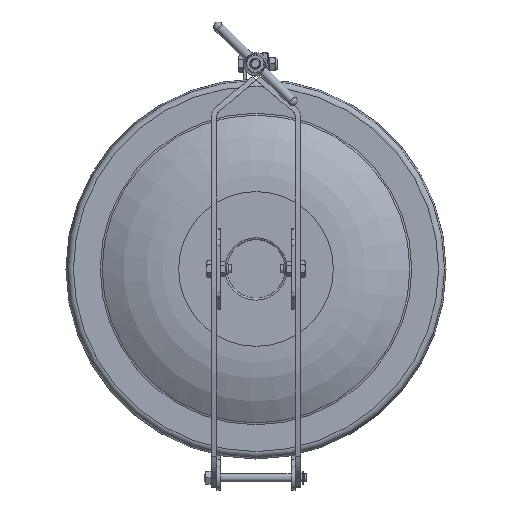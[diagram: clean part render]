
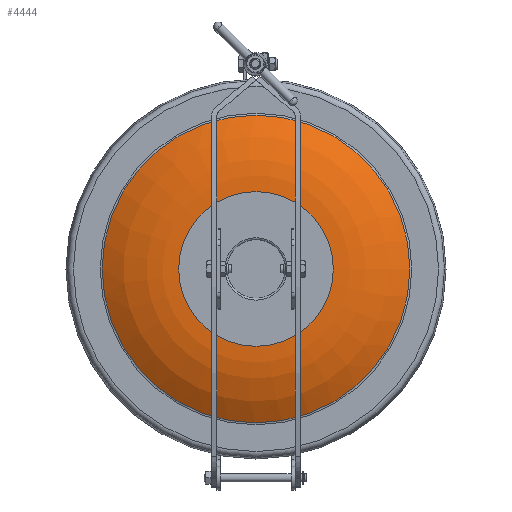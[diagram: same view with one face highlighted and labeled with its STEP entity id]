
A CAD part, top view. The second image highlights one B-rep face of the part: STEP entity #4444.
In plain terms, the highlighted toroidal (fillet/blend) face has major radius 115 mm and minor radius 206.429 mm.
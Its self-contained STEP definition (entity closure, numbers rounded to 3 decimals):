
#164=DEGENERATE_TOROIDAL_SURFACE('',#5499,115.,206.429,.T.);
#1073=ORIENTED_EDGE('',*,*,#2203,.T.);
#1074=ORIENTED_EDGE('',*,*,#2204,.F.);
#2203=EDGE_CURVE('',#2786,#2786,#3187,.F.);
#2204=EDGE_CURVE('',#2787,#2787,#3188,.T.);
#2786=VERTEX_POINT('',#7700);
#2787=VERTEX_POINT('',#7702);
#3187=CIRCLE('',#5500,228.756);
#3188=CIRCLE('',#5501,115.);
#3482=EDGE_LOOP('',(#1073));
#3483=EDGE_LOOP('',(#1074));
#3915=FACE_BOUND('',#3482,.T.);
#3916=FACE_BOUND('',#3483,.T.);
#4444=ADVANCED_FACE('',(#3915,#3916),#164,.T.);
#5499=AXIS2_PLACEMENT_3D('',#7698,#6241,#6242);
#5500=AXIS2_PLACEMENT_3D('',#7699,#6243,#6244);
#5501=AXIS2_PLACEMENT_3D('',#7701,#6245,#6246);
#6241=DIRECTION('',(0.,0.,1.));
#6242=DIRECTION('',(1.,0.,0.));
#6243=DIRECTION('',(0.,0.,-1.));
#6244=DIRECTION('',(-1.,0.,0.));
#6245=DIRECTION('',(0.,0.,1.));
#6246=DIRECTION('',(1.,0.,0.));
#7698=CARTESIAN_POINT('',(0.,0.,-149.429));
#7699=CARTESIAN_POINT('',(0.,0.,22.828));
#7700=CARTESIAN_POINT('',(-228.756,0.,22.828));
#7701=CARTESIAN_POINT('',(0.,0.,57.));
#7702=CARTESIAN_POINT('',(115.,0.,57.));
